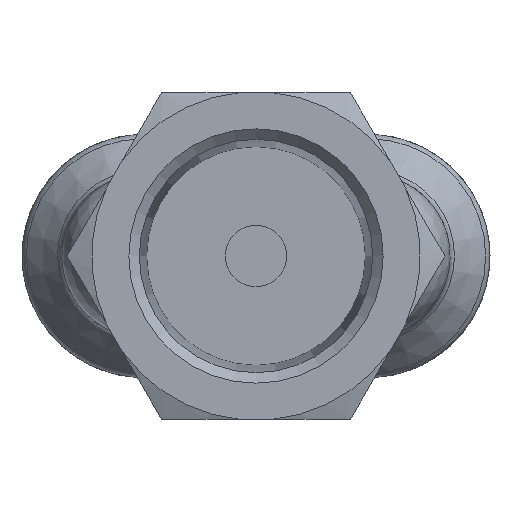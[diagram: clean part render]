
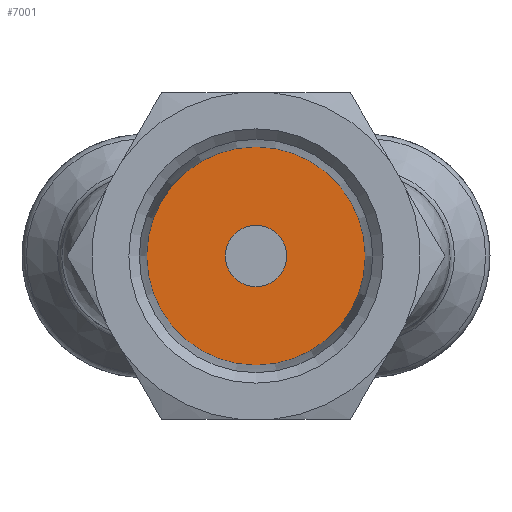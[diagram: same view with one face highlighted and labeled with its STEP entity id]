
A CAD part, front view. The second image highlights one B-rep face of the part: STEP entity #7001.
In plain terms, the highlighted face is planar.
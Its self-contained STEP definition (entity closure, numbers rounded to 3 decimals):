
#6834=CARTESIAN_POINT('',(-12.8,5.347,0.0));
#6835=VERTEX_POINT('',#6834);
#6836=CARTESIAN_POINT('',(-12.8,0.,0.0));
#6837=DIRECTION('',(-1.0,0.0,0.0));
#6838=DIRECTION('',(0.0,1.0,0.0));
#6839=AXIS2_PLACEMENT_3D('',#6836,#6837,#6838);
#6840=CIRCLE('',#6839,5.348);
#6841=EDGE_CURVE('',#6835,#6835,#6840,.T.);
#6978=CARTESIAN_POINT('',(-12.8,1.5,0.0));
#6979=VERTEX_POINT('',#6978);
#6980=CARTESIAN_POINT('',(-12.8,0.,0.0));
#6981=DIRECTION('',(-1.0,0.0,0.0));
#6982=DIRECTION('',(0.0,1.0,0.0));
#6983=AXIS2_PLACEMENT_3D('',#6980,#6981,#6982);
#6984=CIRCLE('',#6983,1.5);
#6985=EDGE_CURVE('',#6979,#6979,#6984,.T.);
#6990=CARTESIAN_POINT('',(-12.8,3.424,0.0));
#6991=DIRECTION('',(1.0,0.0,0.0));
#6992=DIRECTION('',(0.0,0.0,-1.0));
#6993=AXIS2_PLACEMENT_3D('',#6990,#6991,#6992);
#6994=PLANE('',#6993);
#6995=ORIENTED_EDGE('',*,*,#6841,.T.);
#6996=EDGE_LOOP('',(#6995));
#6997=FACE_OUTER_BOUND('',#6996,.T.);
#6998=ORIENTED_EDGE('',*,*,#6985,.F.);
#6999=EDGE_LOOP('',(#6998));
#7000=FACE_BOUND('',#6999,.T.);
#7001=ADVANCED_FACE('',(#6997,#7000),#6994,.F.);
